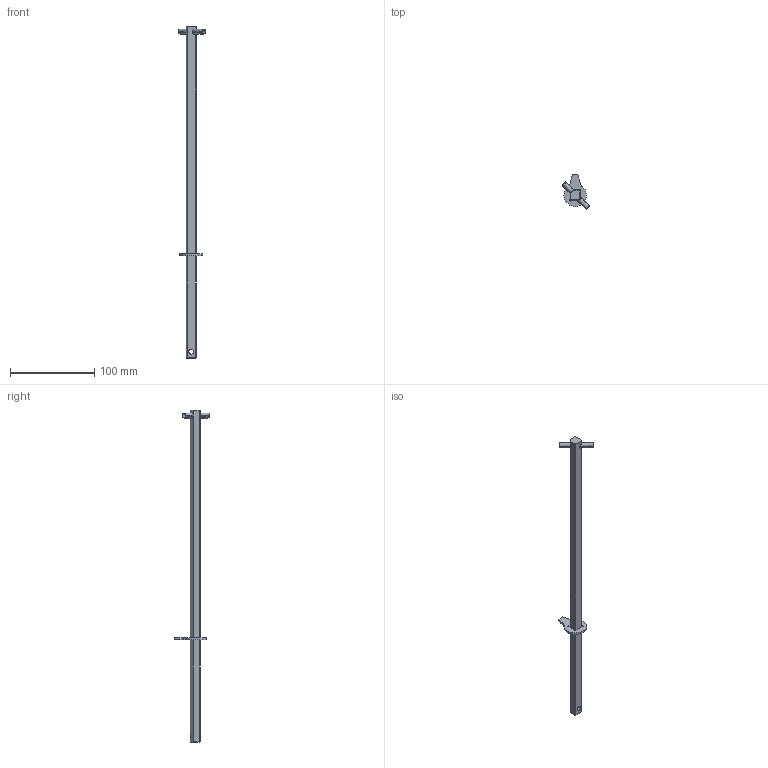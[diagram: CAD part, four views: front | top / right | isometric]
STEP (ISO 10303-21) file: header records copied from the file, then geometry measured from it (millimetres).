
FILE_DESCRIPTION((''),'2;1');
FILE_NAME('18209.stp','2022-03-28T13:55:36',('giuseppe'),(''),'Autodesk Inventor 2013','Autodesk Inventor 2013','');
FILE_SCHEMA(('AUTOMOTIVE_DESIGN { 1 0 10303 214 1 1 1 1 }'));
Length unit declared in the file: millimetre
Products named in the file (1): Parte22
Bounding box: 32.41 x 41.6 x 393 mm (x, y, z)
Volume: 53662.7 mm3; surface area: 21318.3 mm2
Topology: 1 solids, 1 shells, 77 faces, 220 edges, 136 vertices
Faces by surface type: plane 46, cylinder 19, cone 8, bspline 4
Full cylindrical faces by diameter (mm): 6 x1
Entity records: 3071 total; most frequent: CARTESIAN_POINT 1029, ORIENTED_EDGE 436, DIRECTION 351, EDGE_CURVE 218, VERTEX_POINT 135, AXIS2_PLACEMENT_3D 119, VECTOR 113, LINE 113
